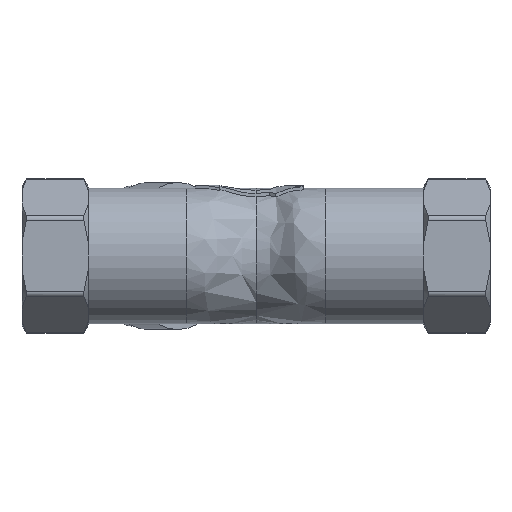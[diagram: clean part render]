
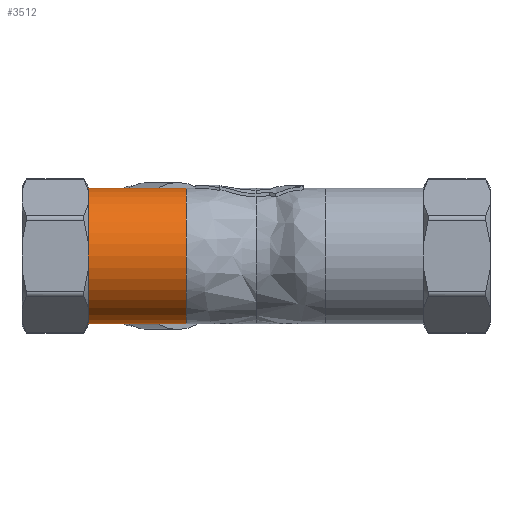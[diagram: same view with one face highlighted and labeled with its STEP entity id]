
A CAD part, front view. The second image highlights one B-rep face of the part: STEP entity #3512.
In plain terms, the highlighted cylindrical face has radius 11.5 mm (diameter 23 mm), a full revolution.
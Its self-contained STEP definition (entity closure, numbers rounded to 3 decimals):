
#137=CIRCLE('',#3770,11.5);
#138=CIRCLE('',#3771,11.5);
#151=CIRCLE('',#3797,11.5);
#152=CIRCLE('',#3799,11.5);
#153=CIRCLE('',#3801,11.5);
#154=CIRCLE('',#3803,11.5);
#155=CIRCLE('',#3805,11.5);
#156=CIRCLE('',#3806,11.5);
#168=CIRCLE('',#3831,11.5);
#171=CIRCLE('',#3846,11.5);
#227=CYLINDRICAL_SURFACE('',#3845,11.5);
#472=LINE('',#8350,#640);
#640=VECTOR('',#4633,11.5);
#913=FACE_OUTER_BOUND('',#1115,.T.);
#1115=EDGE_LOOP('',(#3070,#3071,#3072,#3073,#3074,#3075,#3076,#3077,#3078,
#3079,#3080,#3081,#3082,#3083,#3084,#3085,#3086));
#1233=B_SPLINE_CURVE_WITH_KNOTS('',3,(#7407,#7408,#7409,#7410,#7411,#7412,
#7413,#7414,#7415,#7416,#7417,#7418,#7419,#7420,#7421,#7422),
 .UNSPECIFIED.,.F.,.F.,(4,3,3,3,3,4),(0.243,0.246,
0.248,0.251,0.254,0.254),
 .UNSPECIFIED.);
#1234=B_SPLINE_CURVE_WITH_KNOTS('',3,(#7523,#7524,#7525,#7526,#7527,#7528,
#7529,#7530,#7531,#7532,#7533,#7534,#7535,#7536),.UNSPECIFIED.,.F.,.F.,
(4,1,1,1,1,1,1,1,1,1,1,4),(-14.533,-14.094,-13.639,
-13.412,-13.298,-13.185,-12.958,
-12.73,-12.503,-12.276,-11.822,
-11.382),.UNSPECIFIED.);
#1235=B_SPLINE_CURVE_WITH_KNOTS('',3,(#7537,#7538,#7539,#7540),
 .UNSPECIFIED.,.F.,.F.,(4,4),(11.379,11.382),
 .UNSPECIFIED.);
#1237=B_SPLINE_CURVE_WITH_KNOTS('',3,(#7603,#7604,#7605,#7606),
 .UNSPECIFIED.,.F.,.F.,(4,4),(-14.536,-14.533),
 .UNSPECIFIED.);
#1239=B_SPLINE_CURVE_WITH_KNOTS('',3,(#7809,#7810,#7811,#7812,#7813,#7814,
#7815,#7816,#7817,#7818),.UNSPECIFIED.,.F.,.F.,(4,3,3,4),(0.,0.001,
0.008,0.011),.UNSPECIFIED.);
#1510=VERTEX_POINT('',#6654);
#1519=VERTEX_POINT('',#6706);
#1530=VERTEX_POINT('',#6786);
#1540=VERTEX_POINT('',#7317);
#1541=VERTEX_POINT('',#7339);
#1542=VERTEX_POINT('',#7521);
#1543=VERTEX_POINT('',#7522);
#1544=VERTEX_POINT('',#7541);
#1546=VERTEX_POINT('',#7779);
#1551=VERTEX_POINT('',#7938);
#1552=VERTEX_POINT('',#7940);
#1563=VERTEX_POINT('',#8011);
#1564=VERTEX_POINT('',#8018);
#1565=VERTEX_POINT('',#8025);
#1566=VERTEX_POINT('',#8027);
#2001=EDGE_CURVE('',#1541,#1540,#1233,.T.);
#2002=EDGE_CURVE('',#1542,#1543,#1234,.T.);
#2003=EDGE_CURVE('',#1541,#1543,#1235,.T.);
#2005=EDGE_CURVE('',#1544,#1542,#1237,.T.);
#2008=EDGE_CURVE('',#1546,#1544,#1239,.T.);
#2020=EDGE_CURVE('',#1540,#1551,#137,.T.);
#2021=EDGE_CURVE('',#1551,#1552,#138,.T.);
#2045=EDGE_CURVE('',#1519,#1563,#151,.T.);
#2048=EDGE_CURVE('',#1563,#1510,#152,.T.);
#2049=EDGE_CURVE('',#1510,#1564,#153,.T.);
#2052=EDGE_CURVE('',#1564,#1530,#154,.T.);
#2053=EDGE_CURVE('',#1530,#1565,#155,.T.);
#2054=EDGE_CURVE('',#1565,#1566,#156,.T.);
#2084=EDGE_CURVE('',#1552,#1546,#168,.T.);
#2091=EDGE_CURVE('',#1551,#1565,#472,.T.);
#2092=EDGE_CURVE('',#1566,#1519,#171,.T.);
#3070=ORIENTED_EDGE('',*,*,#2002,.F.);
#3071=ORIENTED_EDGE('',*,*,#2005,.F.);
#3072=ORIENTED_EDGE('',*,*,#2008,.F.);
#3073=ORIENTED_EDGE('',*,*,#2084,.F.);
#3074=ORIENTED_EDGE('',*,*,#2021,.F.);
#3075=ORIENTED_EDGE('',*,*,#2091,.T.);
#3076=ORIENTED_EDGE('',*,*,#2053,.F.);
#3077=ORIENTED_EDGE('',*,*,#2052,.F.);
#3078=ORIENTED_EDGE('',*,*,#2049,.F.);
#3079=ORIENTED_EDGE('',*,*,#2048,.F.);
#3080=ORIENTED_EDGE('',*,*,#2045,.F.);
#3081=ORIENTED_EDGE('',*,*,#2092,.F.);
#3082=ORIENTED_EDGE('',*,*,#2054,.F.);
#3083=ORIENTED_EDGE('',*,*,#2091,.F.);
#3084=ORIENTED_EDGE('',*,*,#2020,.F.);
#3085=ORIENTED_EDGE('',*,*,#2001,.F.);
#3086=ORIENTED_EDGE('',*,*,#2003,.T.);
#3512=ADVANCED_FACE('',(#913),#227,.T.);
#3770=AXIS2_PLACEMENT_3D('',#7939,#4466,#4467);
#3771=AXIS2_PLACEMENT_3D('',#7941,#4468,#4469);
#3797=AXIS2_PLACEMENT_3D('',#8012,#4520,#4521);
#3799=AXIS2_PLACEMENT_3D('',#8016,#4526,#4527);
#3801=AXIS2_PLACEMENT_3D('',#8019,#4530,#4531);
#3803=AXIS2_PLACEMENT_3D('',#8023,#4536,#4537);
#3805=AXIS2_PLACEMENT_3D('',#8026,#4540,#4541);
#3806=AXIS2_PLACEMENT_3D('',#8028,#4542,#4543);
#3831=AXIS2_PLACEMENT_3D('',#8293,#4599,#4600);
#3845=AXIS2_PLACEMENT_3D('',#8349,#4631,#4632);
#3846=AXIS2_PLACEMENT_3D('',#8351,#4634,#4635);
#4466=DIRECTION('center_axis',(1.,0.,0.));
#4467=DIRECTION('ref_axis',(0.,0.,-1.));
#4468=DIRECTION('center_axis',(1.,0.,0.));
#4469=DIRECTION('ref_axis',(0.,0.,-1.));
#4520=DIRECTION('center_axis',(-1.,0.,0.));
#4521=DIRECTION('ref_axis',(0.,0.,-1.));
#4526=DIRECTION('center_axis',(-1.,0.,0.));
#4527=DIRECTION('ref_axis',(0.,0.,-1.));
#4530=DIRECTION('center_axis',(-1.,0.,0.));
#4531=DIRECTION('ref_axis',(0.,0.,-1.));
#4536=DIRECTION('center_axis',(-1.,0.,0.));
#4537=DIRECTION('ref_axis',(0.,0.,-1.));
#4540=DIRECTION('center_axis',(-1.,0.,0.));
#4541=DIRECTION('ref_axis',(0.,0.,-1.));
#4542=DIRECTION('center_axis',(-1.,0.,0.));
#4543=DIRECTION('ref_axis',(0.,0.,-1.));
#4599=DIRECTION('center_axis',(1.,0.,0.));
#4600=DIRECTION('ref_axis',(0.,0.,-1.));
#4631=DIRECTION('center_axis',(1.,0.,0.));
#4632=DIRECTION('ref_axis',(0.,0.,-1.));
#4633=DIRECTION('',(-1.,0.,0.));
#4634=DIRECTION('center_axis',(-1.,0.,0.));
#4635=DIRECTION('ref_axis',(0.,0.,-1.));
#6654=CARTESIAN_POINT('',(11.25,-5.75,-9.959));
#6706=CARTESIAN_POINT('',(11.25,11.5,0.));
#6786=CARTESIAN_POINT('',(11.25,-5.75,9.959));
#7317=CARTESIAN_POINT('',(27.876,8.449,7.801));
#7339=CARTESIAN_POINT('',(27.902,8.518,7.726));
#7407=CARTESIAN_POINT('Ctrl Pts',(27.902,8.518,7.726));
#7408=CARTESIAN_POINT('Ctrl Pts',(27.896,8.512,7.733));
#7409=CARTESIAN_POINT('Ctrl Pts',(27.892,8.505,7.74));
#7410=CARTESIAN_POINT('Ctrl Pts',(27.888,8.499,7.748));
#7411=CARTESIAN_POINT('Ctrl Pts',(27.886,8.496,7.751));
#7412=CARTESIAN_POINT('Ctrl Pts',(27.885,8.493,7.754));
#7413=CARTESIAN_POINT('Ctrl Pts',(27.883,8.489,7.758));
#7414=CARTESIAN_POINT('Ctrl Pts',(27.881,8.484,7.764));
#7415=CARTESIAN_POINT('Ctrl Pts',(27.879,8.478,7.771));
#7416=CARTESIAN_POINT('Ctrl Pts',(27.878,8.471,7.777));
#7417=CARTESIAN_POINT('Ctrl Pts',(27.877,8.466,7.784));
#7418=CARTESIAN_POINT('Ctrl Pts',(27.876,8.46,7.79));
#7419=CARTESIAN_POINT('Ctrl Pts',(27.876,8.453,7.797));
#7420=CARTESIAN_POINT('Ctrl Pts',(27.876,8.452,7.798));
#7421=CARTESIAN_POINT('Ctrl Pts',(27.876,8.45,7.8));
#7422=CARTESIAN_POINT('Ctrl Pts',(27.877,8.449,7.801));
#7521=CARTESIAN_POINT('',(27.875,8.526,-7.718));
#7522=CARTESIAN_POINT('',(27.875,8.526,7.718));
#7523=CARTESIAN_POINT('Ctrl Pts',(27.875,8.526,-7.718));
#7524=CARTESIAN_POINT('Ctrl Pts',(26.617,8.899,-7.306));
#7525=CARTESIAN_POINT('Ctrl Pts',(24.115,9.644,-6.361));
#7526=CARTESIAN_POINT('Ctrl Pts',(21.23,10.509,-4.795));
#7527=CARTESIAN_POINT('Ctrl Pts',(19.539,11.018,-3.355));
#7528=CARTESIAN_POINT('Ctrl Pts',(18.762,11.251,-2.416));
#7529=CARTESIAN_POINT('Ctrl Pts',(18.15,11.436,-1.403));
#7530=CARTESIAN_POINT('Ctrl Pts',(17.794,11.543,0.));
#7531=CARTESIAN_POINT('Ctrl Pts',(18.222,11.414,1.683));
#7532=CARTESIAN_POINT('Ctrl Pts',(19.298,11.09,3.149));
#7533=CARTESIAN_POINT('Ctrl Pts',(21.23,10.509,4.795));
#7534=CARTESIAN_POINT('Ctrl Pts',(24.111,9.645,6.36));
#7535=CARTESIAN_POINT('Ctrl Pts',(26.617,8.899,7.306));
#7536=CARTESIAN_POINT('Ctrl Pts',(27.875,8.526,7.718));
#7537=CARTESIAN_POINT('Ctrl Pts',(27.902,8.518,7.726));
#7538=CARTESIAN_POINT('Ctrl Pts',(27.893,8.52,7.723));
#7539=CARTESIAN_POINT('Ctrl Pts',(27.884,8.523,7.721));
#7540=CARTESIAN_POINT('Ctrl Pts',(27.875,8.526,7.718));
#7541=CARTESIAN_POINT('',(27.902,8.518,-7.726));
#7603=CARTESIAN_POINT('Ctrl Pts',(27.902,8.518,-7.726));
#7604=CARTESIAN_POINT('Ctrl Pts',(27.893,8.52,-7.723));
#7605=CARTESIAN_POINT('Ctrl Pts',(27.884,8.523,-7.721));
#7606=CARTESIAN_POINT('Ctrl Pts',(27.875,8.526,-7.718));
#7779=CARTESIAN_POINT('',(27.875,8.449,-7.801));
#7809=CARTESIAN_POINT('Ctrl Pts',(27.875,8.449,-7.801));
#7810=CARTESIAN_POINT('Ctrl Pts',(27.875,8.45,-7.8));
#7811=CARTESIAN_POINT('Ctrl Pts',(27.875,8.451,-7.799));
#7812=CARTESIAN_POINT('Ctrl Pts',(27.875,8.453,-7.798));
#7813=CARTESIAN_POINT('Ctrl Pts',(27.876,8.471,-7.778));
#7814=CARTESIAN_POINT('Ctrl Pts',(27.881,8.488,-7.759));
#7815=CARTESIAN_POINT('Ctrl Pts',(27.892,8.504,-7.741));
#7816=CARTESIAN_POINT('Ctrl Pts',(27.895,8.509,-7.736));
#7817=CARTESIAN_POINT('Ctrl Pts',(27.898,8.514,-7.731));
#7818=CARTESIAN_POINT('Ctrl Pts',(27.902,8.518,-7.726));
#7938=CARTESIAN_POINT('',(27.875,0.,11.5));
#7939=CARTESIAN_POINT('Origin',(27.875,0.,0.));
#7940=CARTESIAN_POINT('',(27.875,0.,-11.5));
#7941=CARTESIAN_POINT('Origin',(27.875,0.,0.));
#8011=CARTESIAN_POINT('',(11.25,5.75,-9.959));
#8012=CARTESIAN_POINT('Origin',(11.25,0.,0.));
#8016=CARTESIAN_POINT('Origin',(11.25,0.,0.));
#8018=CARTESIAN_POINT('',(11.25,-11.5,0.));
#8019=CARTESIAN_POINT('Origin',(11.25,0.,0.));
#8023=CARTESIAN_POINT('Origin',(11.25,0.,0.));
#8025=CARTESIAN_POINT('',(11.25,0.,11.5));
#8026=CARTESIAN_POINT('Origin',(11.25,0.,0.));
#8027=CARTESIAN_POINT('',(11.25,5.75,9.959));
#8028=CARTESIAN_POINT('Origin',(11.25,0.,0.));
#8293=CARTESIAN_POINT('Origin',(27.875,0.,0.));
#8349=CARTESIAN_POINT('Origin',(11.25,0.,0.));
#8350=CARTESIAN_POINT('',(11.25,0.,11.5));
#8351=CARTESIAN_POINT('Origin',(11.25,0.,0.));
